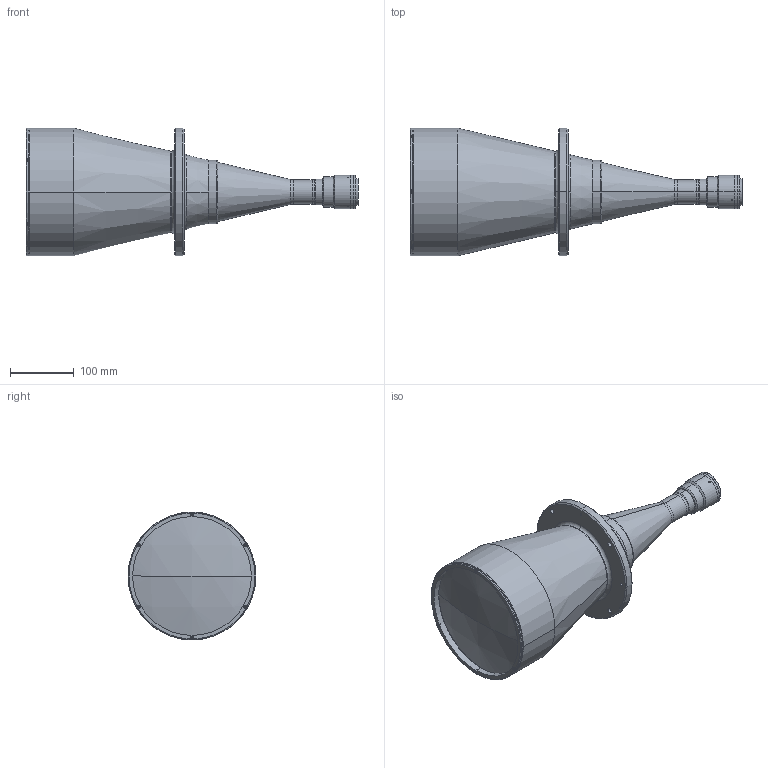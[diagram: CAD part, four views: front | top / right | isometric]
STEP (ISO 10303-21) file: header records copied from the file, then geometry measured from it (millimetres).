
FILE_DESCRIPTION (( 'STEP AP203' ), '1' );
FILE_NAME ('DP71413_TC2MHR144-E.step', '2021-10-04T08:57:32', ( '' ), ( '' ), 'SwSTEP 2.0', 'SolidWorks 2021', '' );
FILE_SCHEMA (( 'CONFIG_CONTROL_DESIGN' ));
Length unit declared in the file: millimetre
Products named in the file (1): DP71413_TC2MHR144-E
Bounding box: 519.63 x 200 x 200 mm (x, y, z)
Surface area: 294894.2 mm2 (no closed solid volume)
Topology: 0 solids, 24 shells, 203 faces, 590 edges, 411 vertices
Faces by surface type: plane 78, cylinder 73, torus 30, cone 20, sphere 2
Entity records: 7242 total; most frequent: CARTESIAN_POINT 1591, DIRECTION 1264, ORIENTED_EDGE 994, EDGE_CURVE 590, AXIS2_PLACEMENT_3D 494, VERTEX_POINT 411, CIRCLE 290, LINE 276
